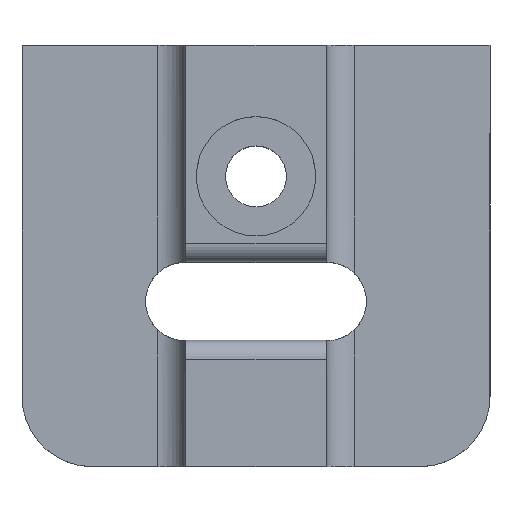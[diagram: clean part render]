
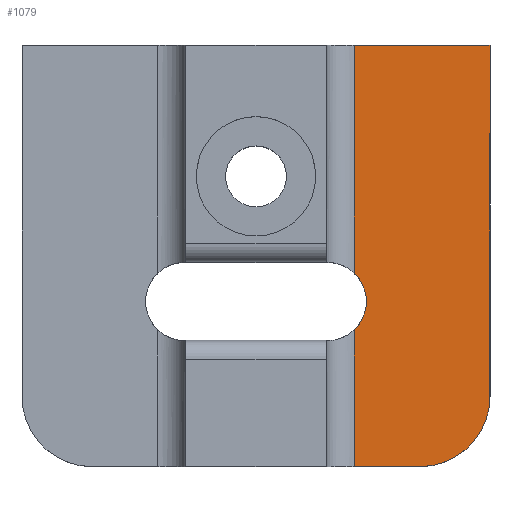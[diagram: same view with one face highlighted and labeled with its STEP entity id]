
A CAD part, top view. The second image highlights one B-rep face of the part: STEP entity #1079.
In plain terms, the highlighted planar face has unit normal (0, 0, 1).
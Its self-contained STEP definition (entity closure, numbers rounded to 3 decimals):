
#18 = ORIENTED_EDGE ( 'NONE', *, *, #122, .F. ) ;
#34 = DIRECTION ( 'NONE',  ( 0., 0., -1. ) ) ;
#51 = AXIS2_PLACEMENT_3D ( 'NONE', #86, #705, #178 ) ;
#83 = CIRCLE ( 'NONE', #937, 1.67 ) ;
#86 = CARTESIAN_POINT ( 'NONE',  ( 7., -9.4, 1.8 ) ) ;
#88 = DIRECTION ( 'NONE',  ( -1., 0., 0. ) ) ;
#98 = DIRECTION ( 'NONE',  ( -1., 0., 0. ) ) ;
#103 = ORIENTED_EDGE ( 'NONE', *, *, #369, .T. ) ;
#122 = EDGE_CURVE ( 'NONE', #162, #1035, #222, .T. ) ;
#128 = EDGE_LOOP ( 'NONE', ( #613, #780, #18, #433, #103, #188, #264, #951 ) ) ;
#142 = VERTEX_POINT ( 'NONE', #842 ) ;
#151 = CARTESIAN_POINT ( 'NONE',  ( 4.2, -12.4, 1.8 ) ) ;
#162 = VERTEX_POINT ( 'NONE', #865 ) ;
#178 = DIRECTION ( 'NONE',  ( -1., 0., 0. ) ) ;
#181 = EDGE_CURVE ( 'NONE', #289, #513, #83, .T. ) ;
#188 = ORIENTED_EDGE ( 'NONE', *, *, #374, .T. ) ;
#207 = CARTESIAN_POINT ( 'NONE',  ( 4.72, -5.342, 1.8 ) ) ;
#222 = LINE ( 'NONE', #775, #894 ) ;
#227 = CARTESIAN_POINT ( 'NONE',  ( 7., -12.4, 1.8 ) ) ;
#253 = VERTEX_POINT ( 'NONE', #227 ) ;
#264 = ORIENTED_EDGE ( 'NONE', *, *, #181, .T. ) ;
#274 = CARTESIAN_POINT ( 'NONE',  ( 4.2, -6.553, 1.8 ) ) ;
#289 = VERTEX_POINT ( 'NONE', #207 ) ;
#363 = VERTEX_POINT ( 'NONE', #509 ) ;
#369 = EDGE_CURVE ( 'NONE', #142, #363, #388, .T. ) ;
#374 = EDGE_CURVE ( 'NONE', #363, #289, #411, .T. ) ;
#378 = EDGE_CURVE ( 'NONE', #253, #435, #1039, .T. ) ;
#379 = DIRECTION ( 'NONE',  ( 0., -1., 0. ) ) ;
#388 = LINE ( 'NONE', #1071, #590 ) ;
#405 = DIRECTION ( 'NONE',  ( -1., 0., 0. ) ) ;
#411 = CIRCLE ( 'NONE', #728, 1.67 ) ;
#421 = CARTESIAN_POINT ( 'NONE',  ( 10., 5.6, 1.8 ) ) ;
#432 = EDGE_CURVE ( 'NONE', #142, #162, #564, .T. ) ;
#433 = ORIENTED_EDGE ( 'NONE', *, *, #432, .F. ) ;
#435 = VERTEX_POINT ( 'NONE', #151 ) ;
#479 = EDGE_CURVE ( 'NONE', #253, #1035, #735, .T. ) ;
#495 = DIRECTION ( 'NONE',  ( 0., 0., -1. ) ) ;
#503 = DIRECTION ( 'NONE',  ( 1., 0., 0. ) ) ;
#508 = VECTOR ( 'NONE', #503, 1000. ) ;
#509 = CARTESIAN_POINT ( 'NONE',  ( 4.2, -4.131, 1.8 ) ) ;
#513 = VERTEX_POINT ( 'NONE', #274 ) ;
#523 = VECTOR ( 'NONE', #1106, 1000. ) ;
#564 = LINE ( 'NONE', #421, #508 ) ;
#590 = VECTOR ( 'NONE', #809, 1000. ) ;
#613 = ORIENTED_EDGE ( 'NONE', *, *, #378, .F. ) ;
#625 = DIRECTION ( 'NONE',  ( 0., 0., -1. ) ) ;
#626 = CARTESIAN_POINT ( 'NONE',  ( 3.05, -5.342, 1.8 ) ) ;
#651 = CARTESIAN_POINT ( 'NONE',  ( 10., -12.4, 1.8 ) ) ;
#653 = DIRECTION ( 'NONE',  ( -1., 0., 0. ) ) ;
#688 = CARTESIAN_POINT ( 'NONE',  ( 3.05, -5.342, 1.8 ) ) ;
#705 = DIRECTION ( 'NONE',  ( 0., 0., 1. ) ) ;
#706 = CARTESIAN_POINT ( 'NONE',  ( 10., -9.4, 1.8 ) ) ;
#728 = AXIS2_PLACEMENT_3D ( 'NONE', #626, #495, #88 ) ;
#733 = FACE_OUTER_BOUND ( 'NONE', #128, .T. ) ;
#735 = CIRCLE ( 'NONE', #51, 3. ) ;
#746 = LINE ( 'NONE', #944, #523 ) ;
#747 = PLANE ( 'NONE',  #862 ) ;
#772 = EDGE_CURVE ( 'NONE', #513, #435, #746, .T. ) ;
#775 = CARTESIAN_POINT ( 'NONE',  ( 10., 5.6, 1.8 ) ) ;
#780 = ORIENTED_EDGE ( 'NONE', *, *, #479, .T. ) ;
#793 = VECTOR ( 'NONE', #98, 1000. ) ;
#809 = DIRECTION ( 'NONE',  ( 0., -1., 0. ) ) ;
#829 = CARTESIAN_POINT ( 'NONE',  ( 0., 0., 1.8 ) ) ;
#842 = CARTESIAN_POINT ( 'NONE',  ( 4.2, 5.6, 1.8 ) ) ;
#862 = AXIS2_PLACEMENT_3D ( 'NONE', #829, #34, #405 ) ;
#865 = CARTESIAN_POINT ( 'NONE',  ( 10., 5.6, 1.8 ) ) ;
#894 = VECTOR ( 'NONE', #379, 1000. ) ;
#937 = AXIS2_PLACEMENT_3D ( 'NONE', #688, #625, #653 ) ;
#944 = CARTESIAN_POINT ( 'NONE',  ( 4.2, -12.4, 1.8 ) ) ;
#951 = ORIENTED_EDGE ( 'NONE', *, *, #772, .T. ) ;
#1035 = VERTEX_POINT ( 'NONE', #706 ) ;
#1039 = LINE ( 'NONE', #651, #793 ) ;
#1071 = CARTESIAN_POINT ( 'NONE',  ( 4.2, -12.4, 1.8 ) ) ;
#1079 = ADVANCED_FACE ( 'NONE', ( #733 ), #747, .F. ) ;
#1106 = DIRECTION ( 'NONE',  ( 0., -1., 0. ) ) ;
